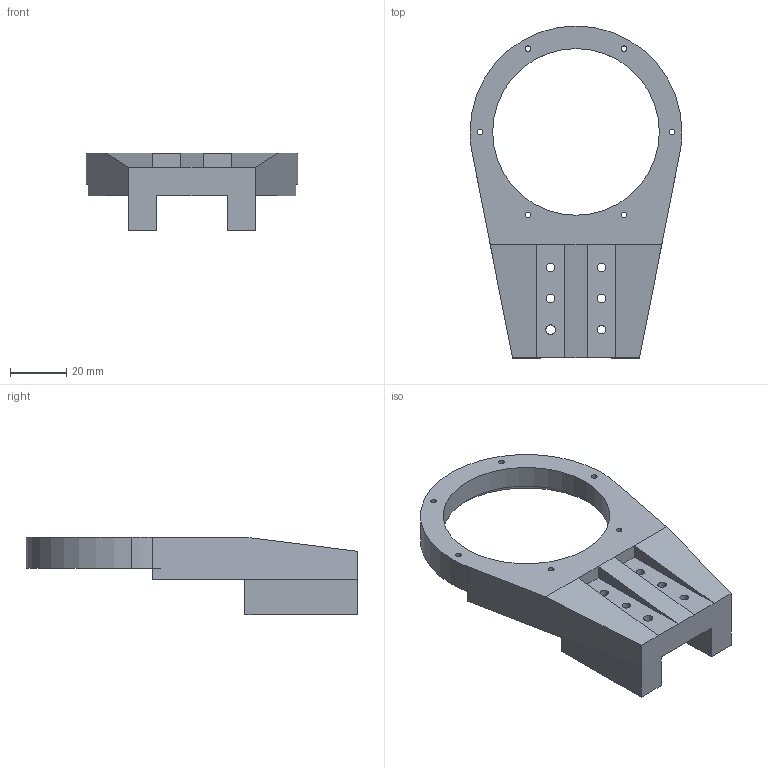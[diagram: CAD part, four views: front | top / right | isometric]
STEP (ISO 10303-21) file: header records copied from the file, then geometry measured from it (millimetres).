
FILE_DESCRIPTION (( 'STEP AP203' ), '1' );
FILE_NAME ('Lower joint casin_Default_sldprt.STEP', '2018-09-25T09:39:50', ( '' ), ( '' ), 'SwSTEP 2.0', 'SolidWorks 2017', '' );
FILE_SCHEMA (( 'CONFIG_CONTROL_DESIGN' ));
Length unit declared in the file: millimetre
Products named in the file (1): Lower joint casin_Default_sldprt
Bounding box: 75 x 117.5 x 27.5 mm (x, y, z)
Volume: 58770.4 mm3; surface area: 18968.8 mm2
Topology: 1 solids, 1 shells, 58 faces, 153 edges, 98 vertices
Faces by surface type: cylinder 32, plane 26
Entity records: 1934 total; most frequent: DIRECTION 335, CARTESIAN_POINT 310, ORIENTED_EDGE 306, EDGE_CURVE 153, AXIS2_PLACEMENT_3D 123, VERTEX_POINT 98, LINE 89, VECTOR 89
